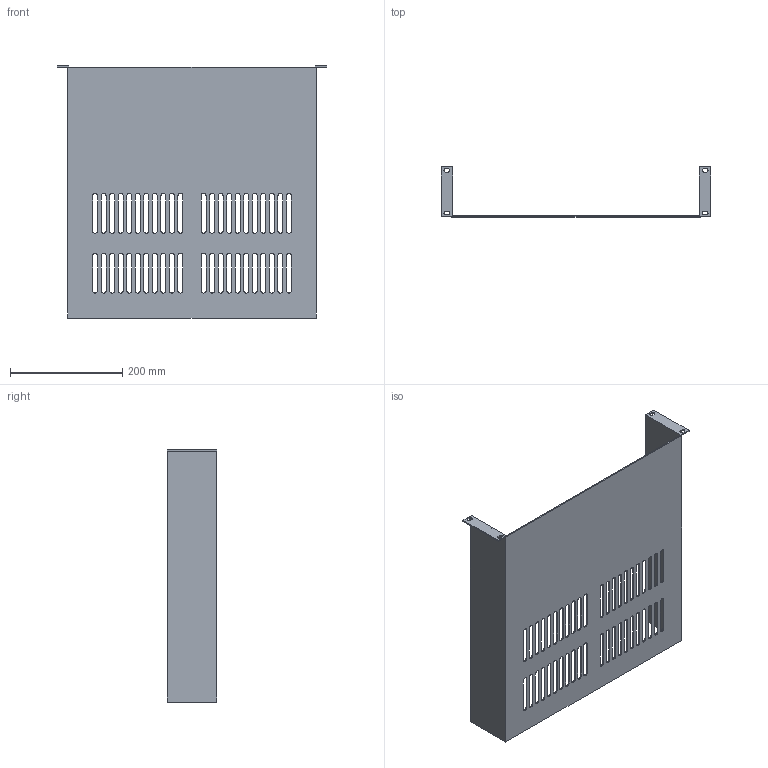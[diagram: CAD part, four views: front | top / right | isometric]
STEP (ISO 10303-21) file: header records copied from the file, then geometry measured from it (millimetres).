
FILE_DESCRIPTION (( 'STEP AP214' ), '1' );
FILE_NAME ('RP00020-2.STEP', '2018-11-27T18:37:51', ( '' ), ( '' ), 'SwSTEP 2.0', 'SolidWorks 2017', '' );
FILE_SCHEMA (( 'AUTOMOTIVE_DESIGN' ));
Length unit declared in the file: inch
Products named in the file (1): RP00020-2
Bounding box: 482 x 89 x 450 mm (x, y, z)
Volume: 506489.1 mm3; surface area: 524567 mm2
Topology: 1 solids, 1 shells, 256 faces, 762 edges, 508 vertices
Faces by surface type: cylinder 144, plane 112
Entity records: 11786 total; most frequent: DIRECTION 1564, CARTESIAN_POINT 1527, ORIENTED_EDGE 1524, EDGE_CURVE 762, AXIS2_PLACEMENT_3D 545, VERTEX_POINT 508, LINE 474, VECTOR 474
